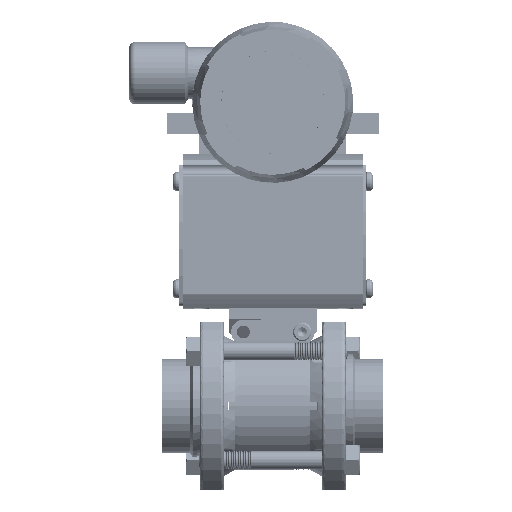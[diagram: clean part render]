
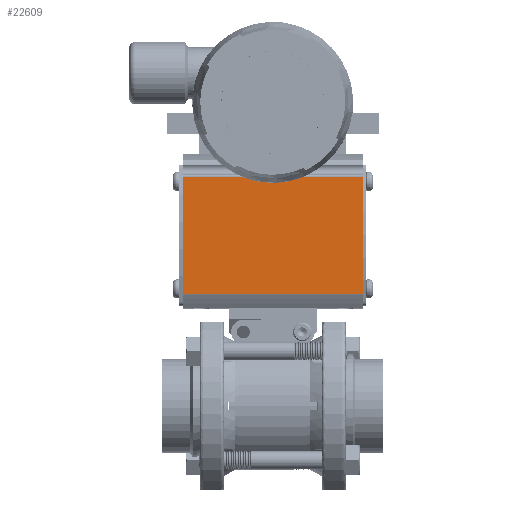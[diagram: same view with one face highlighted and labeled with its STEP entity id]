
A CAD part, top view. The second image highlights one B-rep face of the part: STEP entity #22609.
In plain terms, the highlighted planar face has unit normal (0, 0, 1).
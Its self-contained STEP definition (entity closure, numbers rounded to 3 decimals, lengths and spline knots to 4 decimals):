
#675 = VECTOR ( 'NONE', #2244, 39.3701 ) ;
#1167 = CARTESIAN_POINT ( 'NONE',  ( -5.0238, 3.7931, 3.281 ) ) ;
#2244 = DIRECTION ( 'NONE',  ( 1., 0., 0. ) ) ;
#5207 = VERTEX_POINT ( 'NONE', #199026 ) ;
#5823 = LINE ( 'NONE', #101164, #675 ) ;
#6522 = EDGE_CURVE ( 'NONE', #5207, #37776, #98921, .T. ) ;
#17708 = DIRECTION ( 'NONE',  ( -1., 0., 0. ) ) ;
#21340 = CARTESIAN_POINT ( 'NONE',  ( 1.5441, 1.7988, 3.281 ) ) ;
#22609 = ADVANCED_FACE ( 'NONE', ( #61566 ), #129364, .F. ) ;
#23273 = EDGE_LOOP ( 'NONE', ( #44948, #181315, #140962, #116493 ) ) ;
#26856 = AXIS2_PLACEMENT_3D ( 'NONE', #30379, #145979, #47000 ) ;
#27631 = EDGE_CURVE ( 'NONE', #125015, #71250, #190178, .T. ) ;
#30379 = CARTESIAN_POINT ( 'NONE',  ( -5.0238, 3.8004, 3.281 ) ) ;
#37776 = VERTEX_POINT ( 'NONE', #21340 ) ;
#44948 = ORIENTED_EDGE ( 'NONE', *, *, #6522, .F. ) ;
#47000 = DIRECTION ( 'NONE',  ( 0., -1., 0. ) ) ;
#47492 = CARTESIAN_POINT ( 'NONE',  ( -1.5109, 1.7988, 3.281 ) ) ;
#61566 = FACE_OUTER_BOUND ( 'NONE', #23273, .T. ) ;
#71250 = VERTEX_POINT ( 'NONE', #128964 ) ;
#93023 = CARTESIAN_POINT ( 'NONE',  ( -1.5109, 3.8004, 3.281 ) ) ;
#98921 = LINE ( 'NONE', #180094, #186922 ) ;
#101164 = CARTESIAN_POINT ( 'NONE',  ( -5.0238, 1.7988, 3.281 ) ) ;
#102261 = VECTOR ( 'NONE', #192811, 39.3701 ) ;
#107662 = LINE ( 'NONE', #1167, #190413 ) ;
#116493 = ORIENTED_EDGE ( 'NONE', *, *, #122988, .T. ) ;
#122988 = EDGE_CURVE ( 'NONE', #125015, #37776, #5823, .T. ) ;
#125015 = VERTEX_POINT ( 'NONE', #47492 ) ;
#128964 = CARTESIAN_POINT ( 'NONE',  ( -1.5109, 3.7931, 3.281 ) ) ;
#129364 = PLANE ( 'NONE',  #26856 ) ;
#140962 = ORIENTED_EDGE ( 'NONE', *, *, #27631, .F. ) ;
#144783 = EDGE_CURVE ( 'NONE', #5207, #71250, #107662, .T. ) ;
#145979 = DIRECTION ( 'NONE',  ( 0., 0., -1. ) ) ;
#180094 = CARTESIAN_POINT ( 'NONE',  ( 1.5441, 3.8004, 3.281 ) ) ;
#181315 = ORIENTED_EDGE ( 'NONE', *, *, #144783, .T. ) ;
#186922 = VECTOR ( 'NONE', #196728, 39.3701 ) ;
#190178 = LINE ( 'NONE', #93023, #102261 ) ;
#190413 = VECTOR ( 'NONE', #17708, 39.3701 ) ;
#192811 = DIRECTION ( 'NONE',  ( 0., 1., 0. ) ) ;
#196728 = DIRECTION ( 'NONE',  ( 0., -1., 0. ) ) ;
#199026 = CARTESIAN_POINT ( 'NONE',  ( 1.5441, 3.7931, 3.281 ) ) ;
